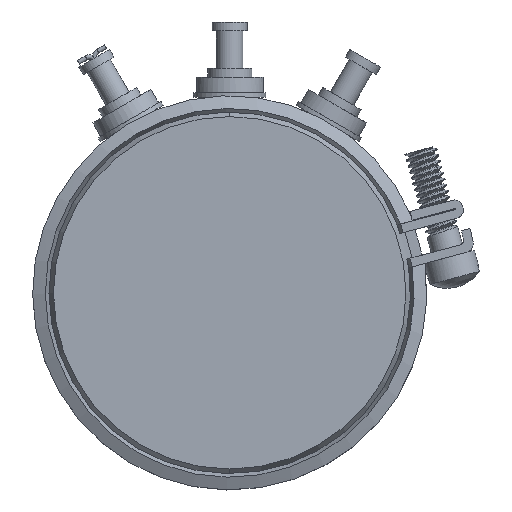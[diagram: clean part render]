
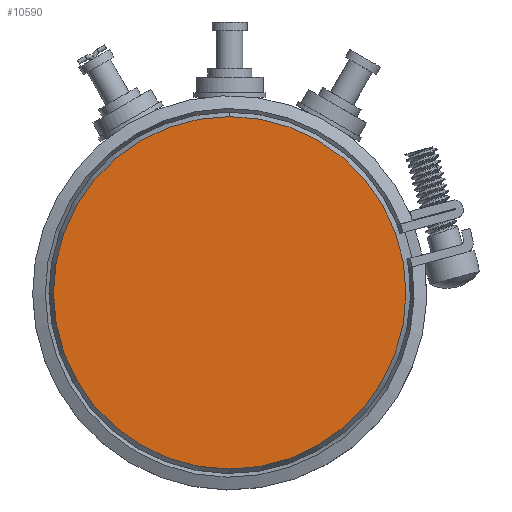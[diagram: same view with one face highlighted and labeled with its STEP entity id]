
A CAD part, top view. The second image highlights one B-rep face of the part: STEP entity #10590.
In plain terms, the highlighted planar face has unit normal (0, 0, 1).
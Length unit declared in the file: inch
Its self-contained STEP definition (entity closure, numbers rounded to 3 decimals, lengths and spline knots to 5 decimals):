
#918=CARTESIAN_POINT('',(0.,0.,0.073));
#919=DIRECTION('',(0.,0.,1.));
#920=DIRECTION('',(0.,1.,0.));
#921=AXIS2_PLACEMENT_3D('',#918,#919,#920);
#923=CARTESIAN_POINT('',(0.,0.,0.073));
#924=DIRECTION('',(0.,0.,1.));
#925=DIRECTION('',(0.,-1.,0.));
#926=AXIS2_PLACEMENT_3D('',#923,#924,#925);
#9540=CARTESIAN_POINT('',(0.,0.3984,0.073));
#9541=CARTESIAN_POINT('',(0.,-0.3984,0.073));
#9542=VERTEX_POINT('',#9540);
#9543=VERTEX_POINT('',#9541);
#10580=CARTESIAN_POINT('',(0.,0.,0.073));
#10581=DIRECTION('',(0.,0.,-1.));
#10582=DIRECTION('',(0.,-1.,0.));
#10583=AXIS2_PLACEMENT_3D('',#10580,#10581,#10582);
#10584=PLANE('',#10583);
#10585=ORIENTED_EDGE('',*,*,#10570,.F.);
#10587=ORIENTED_EDGE('',*,*,#10586,.F.);
#10588=EDGE_LOOP('',(#10585,#10587));
#10589=FACE_OUTER_BOUND('',#10588,.F.);
#10590=ADVANCED_FACE('',(#10589),#10584,.F.);
#922=CIRCLE('',#921,0.3984);
#927=CIRCLE('',#926,0.3984);
#10570=EDGE_CURVE('',#9542,#9543,#922,.T.);
#10586=EDGE_CURVE('',#9543,#9542,#927,.T.);
